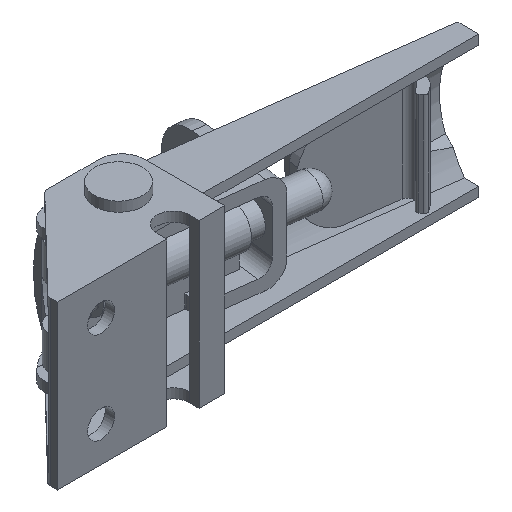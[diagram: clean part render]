
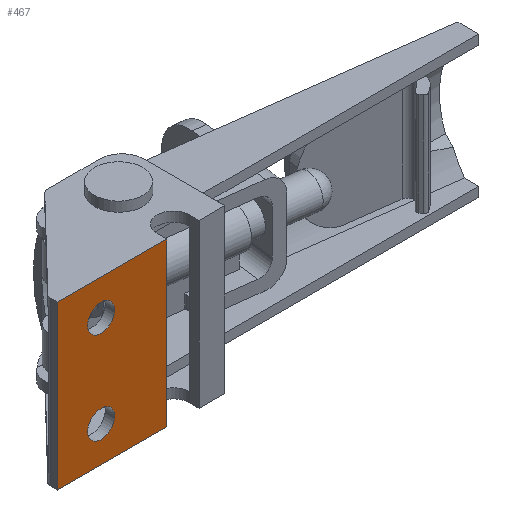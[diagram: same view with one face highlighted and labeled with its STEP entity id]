
A CAD part, isometric view. The second image highlights one B-rep face of the part: STEP entity #467.
In plain terms, the highlighted planar face has unit normal (0, -1, 0).
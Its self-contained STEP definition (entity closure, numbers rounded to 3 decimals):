
#467 = ADVANCED_FACE( '', ( #951, #952, #953 ), #954, .F. );
#951 = FACE_BOUND( '', #1478, .T. );
#952 = FACE_BOUND( '', #1479, .T. );
#953 = FACE_OUTER_BOUND( '', #1480, .T. );
#954 = PLANE( '', #1481 );
#1478 = EDGE_LOOP( '', ( #2569 ) );
#1479 = EDGE_LOOP( '', ( #2570 ) );
#1480 = EDGE_LOOP( '', ( #2571, #2572, #2573, #2574 ) );
#1481 = AXIS2_PLACEMENT_3D( '', #2575, #2576, #2577 );
#2569 = ORIENTED_EDGE( '', *, *, #3199, .T. );
#2570 = ORIENTED_EDGE( '', *, *, #3532, .T. );
#2571 = ORIENTED_EDGE( '', *, *, #3334, .T. );
#2572 = ORIENTED_EDGE( '', *, *, #3533, .F. );
#2573 = ORIENTED_EDGE( '', *, *, #3448, .F. );
#2574 = ORIENTED_EDGE( '', *, *, #3353, .T. );
#2575 = CARTESIAN_POINT( '', ( -19.5, -10., 12.65 ) );
#2576 = DIRECTION( '', ( 0., 1., 0. ) );
#2577 = DIRECTION( '', ( 0., 0., 1. ) );
#3199 = EDGE_CURVE( '', #3828, #3828, #3829, .T. );
#3334 = EDGE_CURVE( '', #4054, #4052, #4055, .T. );
#3353 = EDGE_CURVE( '', #4082, #4054, #4083, .T. );
#3448 = EDGE_CURVE( '', #4082, #4222, #4223, .T. );
#3532 = EDGE_CURVE( '', #4332, #4332, #4333, .T. );
#3533 = EDGE_CURVE( '', #4222, #4052, #4334, .T. );
#3828 = VERTEX_POINT( '', #4758 );
#3829 = CIRCLE( '', #4759, 2.1 );
#4052 = VERTEX_POINT( '', #5131 );
#4054 = VERTEX_POINT( '', #5134 );
#4055 = LINE( '', #5135, #5136 );
#4082 = VERTEX_POINT( '', #5175 );
#4083 = LINE( '', #5176, #5177 );
#4222 = VERTEX_POINT( '', #5371 );
#4223 = LINE( '', #5372, #5373 );
#4332 = VERTEX_POINT( '', #5536 );
#4333 = CIRCLE( '', #5537, 2.1 );
#4334 = LINE( '', #5538, #5539 );
#4758 = CARTESIAN_POINT( '', ( -10.6, -10., 7.15 ) );
#4759 = AXIS2_PLACEMENT_3D( '', #5835, #5836, #5837 );
#5131 = CARTESIAN_POINT( '', ( -2.5, -10., -12.65 ) );
#5134 = CARTESIAN_POINT( '', ( -19.5, -10., -12.65 ) );
#5135 = CARTESIAN_POINT( '', ( -19.5, -10., -12.65 ) );
#5136 = VECTOR( '', #6019, 1000. );
#5175 = CARTESIAN_POINT( '', ( -19.5, -10., 12.65 ) );
#5176 = CARTESIAN_POINT( '', ( -19.5, -10., 12.65 ) );
#5177 = VECTOR( '', #6035, 1000. );
#5371 = CARTESIAN_POINT( '', ( -2.5, -10., 12.65 ) );
#5372 = CARTESIAN_POINT( '', ( -19.5, -10., 12.65 ) );
#5373 = VECTOR( '', #6164, 1000. );
#5536 = CARTESIAN_POINT( '', ( -10.6, -10., -7.15 ) );
#5537 = AXIS2_PLACEMENT_3D( '', #6268, #6269, #6270 );
#5538 = CARTESIAN_POINT( '', ( -2.5, -10., 12.65 ) );
#5539 = VECTOR( '', #6271, 1000. );
#5835 = CARTESIAN_POINT( '', ( -12.7, -10., 7.15 ) );
#5836 = DIRECTION( '', ( 0., 1., 0. ) );
#5837 = DIRECTION( '', ( 1., 0., 0. ) );
#6019 = DIRECTION( '', ( 1., 0., 0. ) );
#6035 = DIRECTION( '', ( 0., 0., -1. ) );
#6164 = DIRECTION( '', ( 1., 0., 0. ) );
#6268 = CARTESIAN_POINT( '', ( -12.7, -10., -7.15 ) );
#6269 = DIRECTION( '', ( 0., 1., 0. ) );
#6270 = DIRECTION( '', ( 1., 0., 0. ) );
#6271 = DIRECTION( '', ( 0., 0., -1. ) );
